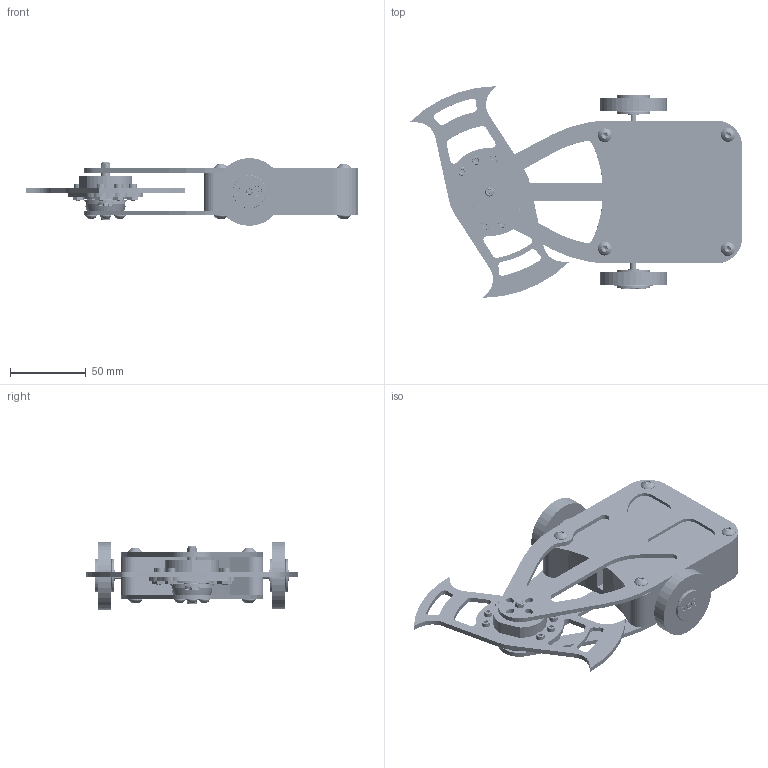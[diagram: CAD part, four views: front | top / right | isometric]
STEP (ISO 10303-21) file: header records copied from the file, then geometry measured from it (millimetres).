
FILE_DESCRIPTION(('FreeCAD Model'),'2;1');
FILE_NAME('Open CASCADE Shape Model','2025-05-09T19:18:30',('FreeCAD'),( 'FreeCAD'),'Open CASCADE STEP processor 7.6','FreeCAD','Unknown');
FILE_SCHEMA(('AUTOMOTIVE_DESIGN { 1 0 10303 214 1 1 1 1 }'));
Length unit declared in the file: millimetre
Products named in the file (1): Open CASCADE STEP translator 7.6 1
Bounding box: 219.17 x 139.75 x 44.64 mm (x, y, z)
Volume: 295026 mm3; surface area: 168322.7 mm2
Topology: 92 solids, 92 shells, 4018 faces, 11920 edges, 8233 vertices
Faces by surface type: plane 2223, cylinder 953, cone 432, bspline 376, torus 22, revolution 8, sphere 4
Full cylindrical faces by diameter (mm): 0.6 x4, 1.354 x2, 1.5 x10, 1.6 x14, 2 x16, 2.1 x4, 2.35 x1, 2.476 x1, 2.5 x9, 3.2 x1, 3.3 x3, 3.4 x8, 3.5 x8, 3.594 x1, 3.7 x4, 3.734 x4, 4 x13, 4.05 x4, 4.211 x2, 4.445 x2, 4.5 x12, 4.7 x4, 4.826 x120, 5 x6, 5.5 x7, 6 x12, 6.1 x2, 6.35 x4, 6.5 x1, 6.985 x16
Entity records: 210878 total; most frequent: CARTESIAN_POINT 108651, ORIENTED_EDGE 23808, DIRECTION 19026, EDGE_CURVE 11904, VERTEX_POINT 8233, AXIS2_PLACEMENT_3D 7065, LINE 4888, VECTOR 4888
